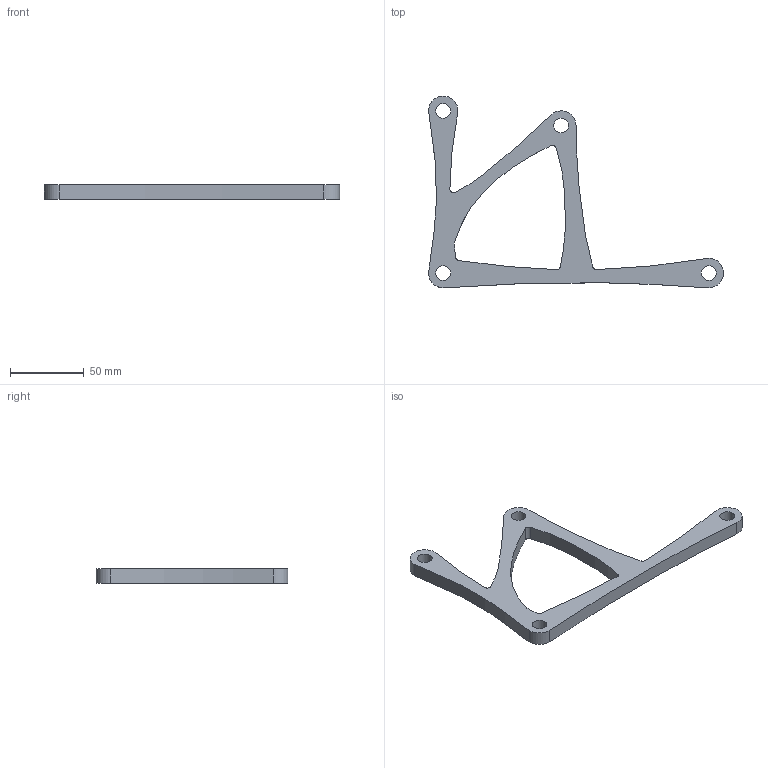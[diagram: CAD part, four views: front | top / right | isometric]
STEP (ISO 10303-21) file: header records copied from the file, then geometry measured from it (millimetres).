
FILE_DESCRIPTION(/* description */ (''),/* implementation_level */ '2;1');
FILE_NAME(/* name */ 'Bracket Concept MK1.stp',/* time_stamp */ '2021-05-11T23:18:16+12:00',/* author */ ('Jawal'),/* organization */ (''),/* preprocessor_version */ 'ST-DEVELOPER v18.1',/* originating_system */ 'Autodesk Inventor 2021',/* authorisation */ '');
FILE_SCHEMA (('AUTOMOTIVE_DESIGN { 1 0 10303 214 3 1 1 }'));
Length unit declared in the file: millimetre
Products named in the file (1): Bracket Concept MK1
Bounding box: 199.99 x 130 x 9.5 mm (x, y, z)
Volume: 59354.6 mm3; surface area: 22964.7 mm2
Topology: 1 solids, 1 shells, 25 faces, 69 edges, 46 vertices
Faces by surface type: cylinder 13, bspline 10, plane 2
Full cylindrical faces by diameter (mm): 10 x4
Entity records: 954 total; most frequent: CARTESIAN_POINT 295, ORIENTED_EDGE 138, DIRECTION 107, EDGE_CURVE 69, VERTEX_POINT 46, AXIS2_PLACEMENT_3D 42, EDGE_LOOP 35, CIRCLE 26
